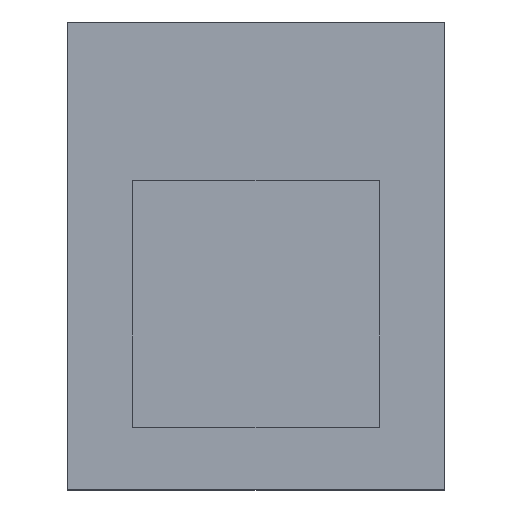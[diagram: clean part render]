
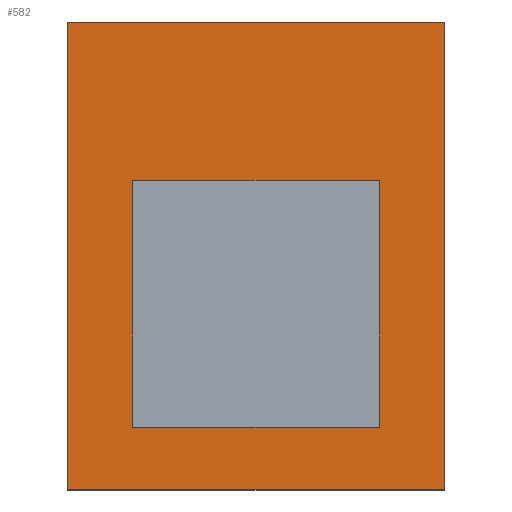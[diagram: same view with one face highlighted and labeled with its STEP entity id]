
A CAD part, top view. The second image highlights one B-rep face of the part: STEP entity #582.
In plain terms, the highlighted planar face has unit normal (0, 0, 1).
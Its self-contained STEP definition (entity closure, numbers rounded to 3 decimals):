
#8 = CARTESIAN_POINT ( 'NONE',  ( 0., 0.29, 0. ) ) ;
#13 = PLANE ( 'NONE',  #441 ) ;
#36 = DIRECTION ( 'NONE',  ( 0., 0., 1. ) ) ;
#37 = FACE_BOUND ( 'NONE', #247, .T. ) ;
#42 = VECTOR ( 'NONE', #95, 1000. ) ;
#47 = ORIENTED_EDGE ( 'NONE', *, *, #563, .T. ) ;
#61 = EDGE_CURVE ( 'NONE', #366, #1261, #324, .T. ) ;
#89 = VERTEX_POINT ( 'NONE', #956 ) ;
#95 = DIRECTION ( 'NONE',  ( 0., 1., 0. ) ) ;
#119 = CARTESIAN_POINT ( 'NONE',  ( -0.725, -0.9, 0. ) ) ;
#150 = DIRECTION ( 'NONE',  ( 0., 1., 0. ) ) ;
#172 = CARTESIAN_POINT ( 'NONE',  ( 0.725, 0.9, 0. ) ) ;
#184 = LINE ( 'NONE', #234, #1069 ) ;
#207 = CARTESIAN_POINT ( 'NONE',  ( -0.475, 0.29, 0. ) ) ;
#234 = CARTESIAN_POINT ( 'NONE',  ( 0., -0.66, 0. ) ) ;
#247 = EDGE_LOOP ( 'NONE', ( #1362, #851, #439, #47 ) ) ;
#304 = LINE ( 'NONE', #373, #725 ) ;
#324 = LINE ( 'NONE', #424, #574 ) ;
#328 = EDGE_CURVE ( 'NONE', #1261, #1343, #1169, .T. ) ;
#364 = VECTOR ( 'NONE', #1256, 1000. ) ;
#366 = VERTEX_POINT ( 'NONE', #1158 ) ;
#373 = CARTESIAN_POINT ( 'NONE',  ( -0.475, 0., 0. ) ) ;
#397 = EDGE_CURVE ( 'NONE', #706, #798, #1038, .T. ) ;
#399 = ORIENTED_EDGE ( 'NONE', *, *, #328, .F. ) ;
#424 = CARTESIAN_POINT ( 'NONE',  ( 0., -0.9, 0. ) ) ;
#436 = VECTOR ( 'NONE', #472, 1000. ) ;
#439 = ORIENTED_EDGE ( 'NONE', *, *, #1050, .T. ) ;
#441 = AXIS2_PLACEMENT_3D ( 'NONE', #848, #36, #1271 ) ;
#472 = DIRECTION ( 'NONE',  ( 0., -1., 0. ) ) ;
#515 = VECTOR ( 'NONE', #1167, 1000. ) ;
#533 = DIRECTION ( 'NONE',  ( -1., 0., 0. ) ) ;
#563 = EDGE_CURVE ( 'NONE', #600, #706, #1228, .T. ) ;
#569 = EDGE_CURVE ( 'NONE', #798, #89, #184, .T. ) ;
#574 = VECTOR ( 'NONE', #533, 1000. ) ;
#582 = ADVANCED_FACE ( 'NONE', ( #37, #1133 ), #13, .T. ) ;
#600 = VERTEX_POINT ( 'NONE', #207 ) ;
#652 = EDGE_CURVE ( 'NONE', #1343, #955, #1161, .T. ) ;
#657 = ORIENTED_EDGE ( 'NONE', *, *, #652, .F. ) ;
#678 = CARTESIAN_POINT ( 'NONE',  ( 0., 0.9, 0. ) ) ;
#706 = VERTEX_POINT ( 'NONE', #776 ) ;
#725 = VECTOR ( 'NONE', #150, 1000. ) ;
#750 = LINE ( 'NONE', #1218, #436 ) ;
#756 = EDGE_LOOP ( 'NONE', ( #1087, #657, #399, #963 ) ) ;
#776 = CARTESIAN_POINT ( 'NONE',  ( 0.475, 0.29, 0. ) ) ;
#798 = VERTEX_POINT ( 'NONE', #1332 ) ;
#806 = CARTESIAN_POINT ( 'NONE',  ( -0.725, 0., 0. ) ) ;
#812 = VECTOR ( 'NONE', #1215, 1000. ) ;
#848 = CARTESIAN_POINT ( 'NONE',  ( -0.725, -0.9, 0. ) ) ;
#851 = ORIENTED_EDGE ( 'NONE', *, *, #569, .T. ) ;
#922 = CARTESIAN_POINT ( 'NONE',  ( -0.725, 0.9, 0. ) ) ;
#943 = EDGE_CURVE ( 'NONE', #955, #366, #750, .T. ) ;
#955 = VERTEX_POINT ( 'NONE', #172 ) ;
#956 = CARTESIAN_POINT ( 'NONE',  ( -0.475, -0.66, 0. ) ) ;
#963 = ORIENTED_EDGE ( 'NONE', *, *, #61, .F. ) ;
#1038 = LINE ( 'NONE', #1045, #364 ) ;
#1045 = CARTESIAN_POINT ( 'NONE',  ( 0.475, 0., 0. ) ) ;
#1050 = EDGE_CURVE ( 'NONE', #89, #600, #304, .T. ) ;
#1069 = VECTOR ( 'NONE', #1192, 1000. ) ;
#1087 = ORIENTED_EDGE ( 'NONE', *, *, #943, .F. ) ;
#1133 = FACE_OUTER_BOUND ( 'NONE', #756, .T. ) ;
#1158 = CARTESIAN_POINT ( 'NONE',  ( 0.725, -0.9, 0. ) ) ;
#1161 = LINE ( 'NONE', #678, #812 ) ;
#1167 = DIRECTION ( 'NONE',  ( 1., 0., 0. ) ) ;
#1169 = LINE ( 'NONE', #806, #42 ) ;
#1192 = DIRECTION ( 'NONE',  ( -1., 0., 0. ) ) ;
#1215 = DIRECTION ( 'NONE',  ( 1., 0., 0. ) ) ;
#1218 = CARTESIAN_POINT ( 'NONE',  ( 0.725, 0., 0. ) ) ;
#1228 = LINE ( 'NONE', #8, #515 ) ;
#1256 = DIRECTION ( 'NONE',  ( 0., -1., 0. ) ) ;
#1261 = VERTEX_POINT ( 'NONE', #119 ) ;
#1271 = DIRECTION ( 'NONE',  ( 1., 0., 0. ) ) ;
#1332 = CARTESIAN_POINT ( 'NONE',  ( 0.475, -0.66, 0. ) ) ;
#1343 = VERTEX_POINT ( 'NONE', #922 ) ;
#1362 = ORIENTED_EDGE ( 'NONE', *, *, #397, .T. ) ;
